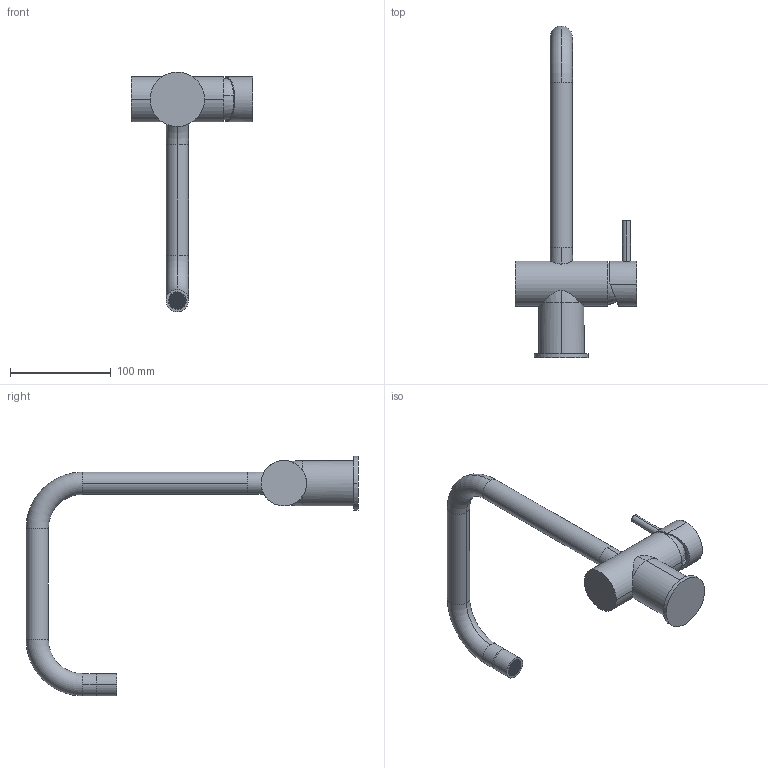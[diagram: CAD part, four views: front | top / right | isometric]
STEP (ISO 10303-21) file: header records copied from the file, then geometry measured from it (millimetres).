
FILE_DESCRIPTION (( 'STEP AP214' ), '1' );
FILE_NAME ('SSMQLCLH_shell.STEP', '2018-10-26T00:11:36', ( 'khoa' ), ( '' ), 'SwSTEP 2.0', 'SolidWorks 2016', '' );
FILE_SCHEMA (( 'AUTOMOTIVE_DESIGN' ));
Length unit declared in the file: millimetre
Products named in the file (2): SSMQLCLH_shell
Bounding box: 121.1 x 329.63 x 238.11 mm (x, y, z)
Volume: 248901.6 mm3; surface area: 113350.7 mm2
Topology: 8 solids, 8 shells, 1577 faces, 4011 edges, 2666 vertices
Faces by surface type: plane 1432, cylinder 107, cone 22, torus 16
Entity records: 62452 total; most frequent: CARTESIAN_POINT 8819, ORIENTED_EDGE 8022, DIRECTION 7411, EDGE_CURVE 4011, LINE 3729, VECTOR 3729, VERTEX_POINT 2666, AXIS2_PLACEMENT_3D 1841
